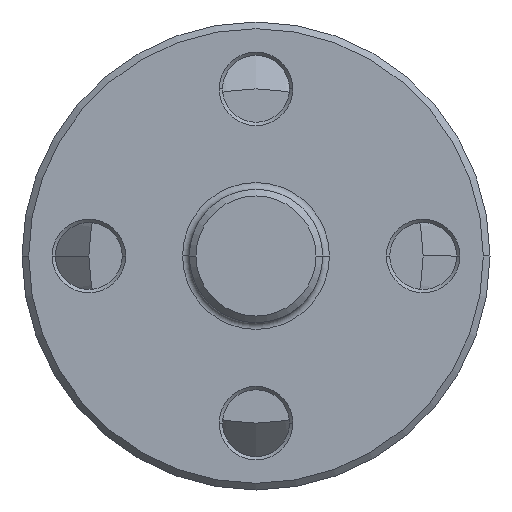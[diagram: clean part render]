
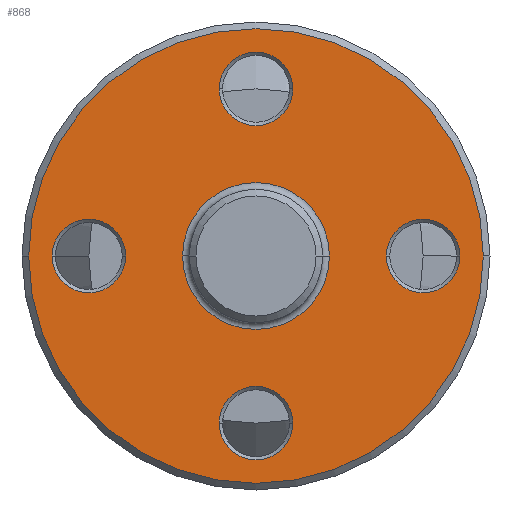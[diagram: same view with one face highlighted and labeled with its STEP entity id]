
A CAD part, front view. The second image highlights one B-rep face of the part: STEP entity #868.
In plain terms, the highlighted planar face has unit normal (0, -1, 0).
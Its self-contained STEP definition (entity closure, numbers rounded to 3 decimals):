
#1=CARTESIAN_POINT('',(0.,10.,0.));
#2=DIRECTION('',(0.,1.,0.));
#3=DIRECTION('',(-1.,0.,0.));
#4=AXIS2_PLACEMENT_3D('',#1,#2,#3);
#6=CARTESIAN_POINT('',(0.,10.,0.));
#7=DIRECTION('',(0.,1.,0.));
#8=DIRECTION('',(1.,0.,0.));
#9=AXIS2_PLACEMENT_3D('',#6,#7,#8);
#11=CARTESIAN_POINT('',(0.,10.,0.));
#12=DIRECTION('',(0.,-1.,0.));
#13=DIRECTION('',(1.,0.,0.));
#14=AXIS2_PLACEMENT_3D('',#11,#12,#13);
#16=CARTESIAN_POINT('',(0.,10.,0.));
#17=DIRECTION('',(0.,-1.,0.));
#18=DIRECTION('',(-1.,0.,0.));
#19=AXIS2_PLACEMENT_3D('',#16,#17,#18);
#21=CARTESIAN_POINT('',(0.,10.,25.));
#22=DIRECTION('',(0.,1.,0.));
#23=DIRECTION('',(-1.,0.,0.));
#24=AXIS2_PLACEMENT_3D('',#21,#22,#23);
#26=CARTESIAN_POINT('',(0.,10.,25.));
#27=DIRECTION('',(0.,1.,0.));
#28=DIRECTION('',(1.,0.,0.));
#29=AXIS2_PLACEMENT_3D('',#26,#27,#28);
#31=CARTESIAN_POINT('',(-25.,10.,0.));
#32=DIRECTION('',(0.,1.,0.));
#33=DIRECTION('',(1.,0.,0.));
#34=AXIS2_PLACEMENT_3D('',#31,#32,#33);
#36=CARTESIAN_POINT('',(-25.,10.,0.));
#37=DIRECTION('',(0.,1.,0.));
#38=DIRECTION('',(-1.,0.,0.));
#39=AXIS2_PLACEMENT_3D('',#36,#37,#38);
#41=CARTESIAN_POINT('',(25.,10.,0.));
#42=DIRECTION('',(0.,1.,0.));
#43=DIRECTION('',(-1.,0.,0.));
#44=AXIS2_PLACEMENT_3D('',#41,#42,#43);
#46=CARTESIAN_POINT('',(25.,10.,0.));
#47=DIRECTION('',(0.,1.,0.));
#48=DIRECTION('',(1.,0.,0.));
#49=AXIS2_PLACEMENT_3D('',#46,#47,#48);
#51=CARTESIAN_POINT('',(0.,10.,-25.));
#52=DIRECTION('',(0.,1.,0.));
#53=DIRECTION('',(1.,0.,0.));
#54=AXIS2_PLACEMENT_3D('',#51,#52,#53);
#56=CARTESIAN_POINT('',(0.,10.,-25.));
#57=DIRECTION('',(0.,1.,0.));
#58=DIRECTION('',(-1.,0.,0.));
#59=AXIS2_PLACEMENT_3D('',#56,#57,#58);
#731=CARTESIAN_POINT('',(-34.,10.,0.));
#732=CARTESIAN_POINT('',(34.,10.,0.));
#733=VERTEX_POINT('',#731);
#734=VERTEX_POINT('',#732);
#735=CARTESIAN_POINT('',(10.981,10.,0.));
#736=CARTESIAN_POINT('',(-10.981,10.,0.));
#737=VERTEX_POINT('',#735);
#738=VERTEX_POINT('',#736);
#743=CARTESIAN_POINT('',(-5.5,10.,25.));
#744=CARTESIAN_POINT('',(5.5,10.,25.));
#745=VERTEX_POINT('',#743);
#746=VERTEX_POINT('',#744);
#751=CARTESIAN_POINT('',(-19.5,10.,0.));
#752=CARTESIAN_POINT('',(-30.5,10.,0.));
#753=VERTEX_POINT('',#751);
#754=VERTEX_POINT('',#752);
#759=CARTESIAN_POINT('',(19.5,10.,0.));
#760=CARTESIAN_POINT('',(30.5,10.,0.));
#761=VERTEX_POINT('',#759);
#762=VERTEX_POINT('',#760);
#767=CARTESIAN_POINT('',(5.5,10.,-25.));
#768=CARTESIAN_POINT('',(-5.5,10.,-25.));
#769=VERTEX_POINT('',#767);
#770=VERTEX_POINT('',#768);
#827=CARTESIAN_POINT('',(0.,10.,0.));
#828=DIRECTION('',(0.,1.,0.));
#829=DIRECTION('',(1.,0.,0.));
#830=AXIS2_PLACEMENT_3D('',#827,#828,#829);
#831=PLANE('',#830);
#833=ORIENTED_EDGE('',*,*,#832,.T.);
#835=ORIENTED_EDGE('',*,*,#834,.T.);
#836=EDGE_LOOP('',(#833,#835));
#837=FACE_OUTER_BOUND('',#836,.F.);
#839=ORIENTED_EDGE('',*,*,#838,.T.);
#841=ORIENTED_EDGE('',*,*,#840,.T.);
#842=EDGE_LOOP('',(#839,#841));
#843=FACE_BOUND('',#842,.F.);
#845=ORIENTED_EDGE('',*,*,#844,.F.);
#847=ORIENTED_EDGE('',*,*,#846,.F.);
#848=EDGE_LOOP('',(#845,#847));
#849=FACE_BOUND('',#848,.F.);
#851=ORIENTED_EDGE('',*,*,#850,.F.);
#853=ORIENTED_EDGE('',*,*,#852,.F.);
#854=EDGE_LOOP('',(#851,#853));
#855=FACE_BOUND('',#854,.F.);
#857=ORIENTED_EDGE('',*,*,#856,.F.);
#859=ORIENTED_EDGE('',*,*,#858,.F.);
#860=EDGE_LOOP('',(#857,#859));
#861=FACE_BOUND('',#860,.F.);
#863=ORIENTED_EDGE('',*,*,#862,.F.);
#865=ORIENTED_EDGE('',*,*,#864,.F.);
#866=EDGE_LOOP('',(#863,#865));
#867=FACE_BOUND('',#866,.F.);
#868=ADVANCED_FACE('',(#837,#843,#849,#855,#861,#867),#831,.F.);
#5=CIRCLE('',#4,34.);
#10=CIRCLE('',#9,34.);
#15=CIRCLE('',#14,10.981);
#20=CIRCLE('',#19,10.981);
#25=CIRCLE('',#24,5.5);
#30=CIRCLE('',#29,5.5);
#35=CIRCLE('',#34,5.5);
#40=CIRCLE('',#39,5.5);
#45=CIRCLE('',#44,5.5);
#50=CIRCLE('',#49,5.5);
#55=CIRCLE('',#54,5.5);
#60=CIRCLE('',#59,5.5);
#832=EDGE_CURVE('',#733,#734,#5,.T.);
#834=EDGE_CURVE('',#734,#733,#10,.T.);
#838=EDGE_CURVE('',#737,#738,#15,.T.);
#840=EDGE_CURVE('',#738,#737,#20,.T.);
#844=EDGE_CURVE('',#745,#746,#25,.T.);
#846=EDGE_CURVE('',#746,#745,#30,.T.);
#850=EDGE_CURVE('',#753,#754,#35,.T.);
#852=EDGE_CURVE('',#754,#753,#40,.T.);
#856=EDGE_CURVE('',#761,#762,#45,.T.);
#858=EDGE_CURVE('',#762,#761,#50,.T.);
#862=EDGE_CURVE('',#769,#770,#55,.T.);
#864=EDGE_CURVE('',#770,#769,#60,.T.);
